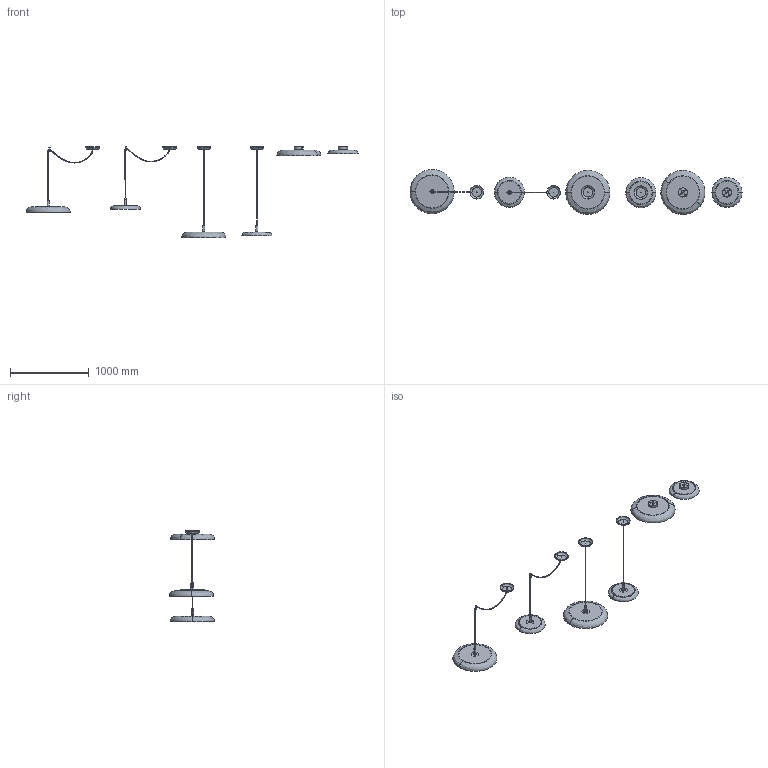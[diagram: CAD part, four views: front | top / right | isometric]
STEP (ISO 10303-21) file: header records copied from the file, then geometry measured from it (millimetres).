
FILE_DESCRIPTION (( 'STEP AP214' ), '1' );
FILE_NAME ('NIVEL PENDANT SHARE CAD - 02.STEP', '2022-08-16T20:58:37', ( '' ), ( '' ), 'SwSTEP 2.0', 'SolidWorks 2019', '' );
FILE_SCHEMA (( 'AUTOMOTIVE_DESIGN' ));
Length unit declared in the file: inch
Products named in the file (6): NIVEL PENDANT 15 only; NIVEL PENDANT SHARE CADF; Nivél Pendant, Canopy_O6.75in; NIVEL PENDANT SHARE CAD - 02; SWAG AND CABLE; NIVEL PENDANT 22
Assembly tree (7 placements, depth 2):
  NIVEL PENDANT SHARE CAD - 02
    NIVEL PENDANT SHARE CADF
    NIVEL PENDANT 15 only
    SWAG AND CABLE  x2
    Nivél Pendant, Canopy_O6.75in  x2
    NIVEL PENDANT 22
Bounding box: 4209.27 x 571.67 x 1156.98 mm (x, y, z)
Volume: 163213.2 mm3; surface area: 3843522 mm2
Topology: 8 solids, 85 shells, 494 faces, 3017 edges, 2602 vertices
Faces by surface type: cylinder 177, plane 117, torus 91, bspline 71, cone 32, sphere 6
Entity records: 49239 total; most frequent: CARTESIAN_POINT 25071, DIRECTION 4165, ORIENTED_EDGE 3679, EDGE_CURVE 2909, VERTEX_POINT 2535, AXIS2_PLACEMENT_3D 1561, CIRCLE 1175, VECTOR 1043
